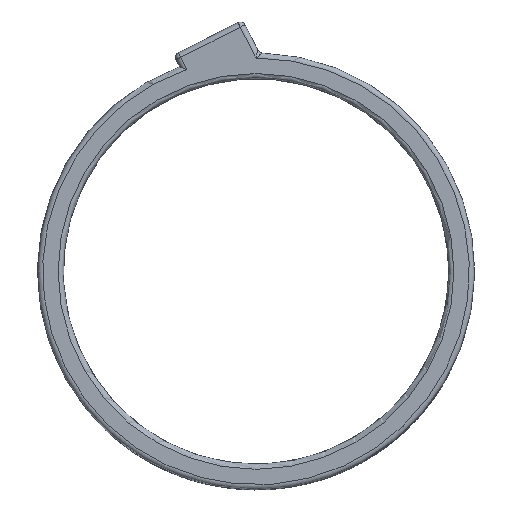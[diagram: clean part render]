
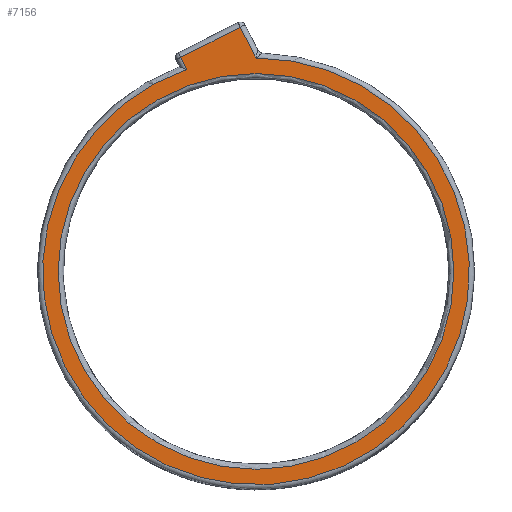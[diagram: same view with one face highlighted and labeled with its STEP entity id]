
A CAD part, top view. The second image highlights one B-rep face of the part: STEP entity #7156.
In plain terms, the highlighted planar face has unit normal (0, 0, 1).
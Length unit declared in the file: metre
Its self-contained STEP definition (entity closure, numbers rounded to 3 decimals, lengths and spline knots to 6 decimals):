
#829=CIRCLE('',#7735,0.0385);
#830=CIRCLE('',#7736,0.0415);
#1332=ORIENTED_EDGE('',*,*,#3556,.T.);
#1333=ORIENTED_EDGE('',*,*,#3557,.T.);
#1334=ORIENTED_EDGE('',*,*,#3558,.T.);
#1335=ORIENTED_EDGE('',*,*,#3559,.T.);
#1336=ORIENTED_EDGE('',*,*,#3560,.T.);
#3556=EDGE_CURVE('',#4667,#4667,#829,.F.);
#3557=EDGE_CURVE('',#4668,#4669,#5145,.T.);
#3558=EDGE_CURVE('',#4669,#4670,#5146,.T.);
#3559=EDGE_CURVE('',#4670,#4671,#5147,.F.);
#3560=EDGE_CURVE('',#4671,#4668,#830,.T.);
#4667=VERTEX_POINT('',#10922);
#4668=VERTEX_POINT('',#10924);
#4669=VERTEX_POINT('',#10925);
#4670=VERTEX_POINT('',#10927);
#4671=VERTEX_POINT('',#10929);
#5145=LINE('',#10923,#5635);
#5146=LINE('',#10926,#5636);
#5147=LINE('',#10928,#5637);
#5635=VECTOR('',#8517,1.);
#5636=VECTOR('',#8518,1.);
#5637=VECTOR('',#8519,1.);
#6091=EDGE_LOOP('',(#1332));
#6092=EDGE_LOOP('',(#1333,#1334,#1335,#1336));
#6555=FACE_BOUND('',#6091,.T.);
#6556=FACE_BOUND('',#6092,.T.);
#6976=PLANE('',#7734);
#7156=ADVANCED_FACE('',(#6555,#6556),#6976,.T.);
#7734=AXIS2_PLACEMENT_3D('',#10920,#8513,#8514);
#7735=AXIS2_PLACEMENT_3D('',#10921,#8515,#8516);
#7736=AXIS2_PLACEMENT_3D('',#10930,#8520,#8521);
#8513=DIRECTION('',(0.,0.,1.));
#8514=DIRECTION('',(1.,0.,0.));
#8515=DIRECTION('',(0.,0.,1.));
#8516=DIRECTION('',(1.,0.,0.));
#8517=DIRECTION('',(-0.454,0.891,0.));
#8518=DIRECTION('',(-0.891,-0.454,0.));
#8519=DIRECTION('',(-0.454,0.891,0.));
#8520=DIRECTION('',(0.,0.,1.));
#8521=DIRECTION('',(1.,0.,0.));
#10920=CARTESIAN_POINT('',(0.,0.,0.006));
#10921=CARTESIAN_POINT('',(0.,0.,0.006));
#10922=CARTESIAN_POINT('',(0.0385,0.,0.006));
#10923=CARTESIAN_POINT('',(-0.003518,0.048405,0.006));
#10924=CARTESIAN_POINT('',(0.,0.0415,0.006));
#10925=CARTESIAN_POINT('',(-0.003064,0.047514,0.006));
#10926=CARTESIAN_POINT('',(-0.015539,0.041158,0.006));
#10927=CARTESIAN_POINT('',(-0.014648,0.041612,0.006));
#10928=CARTESIAN_POINT('',(-0.013965,0.040273,0.006));
#10929=CARTESIAN_POINT('',(-0.013449,0.03926,0.006));
#10930=CARTESIAN_POINT('',(0.,0.,0.006));
